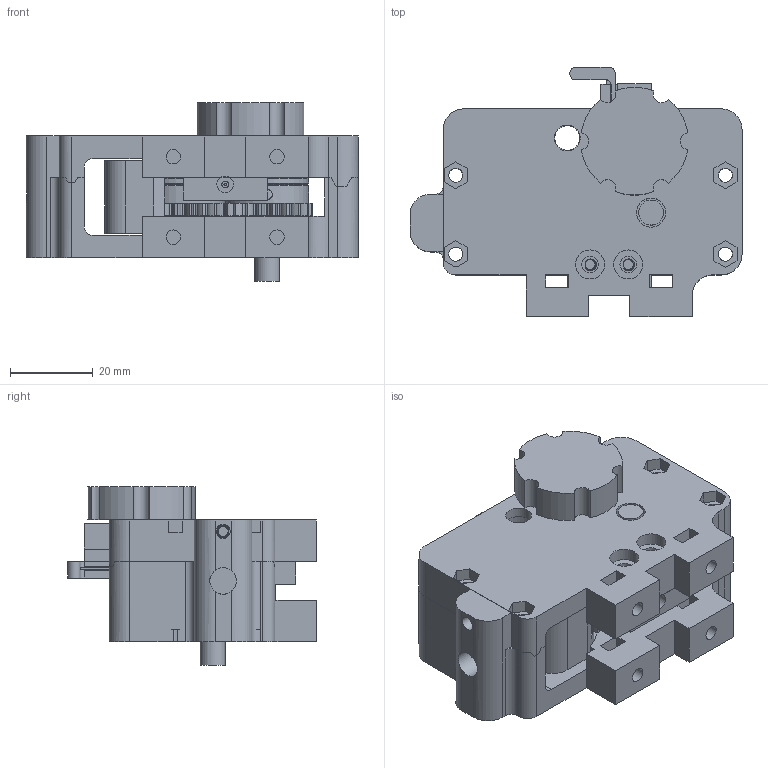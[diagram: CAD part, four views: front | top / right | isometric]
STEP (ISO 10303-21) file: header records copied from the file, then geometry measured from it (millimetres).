
FILE_DESCRIPTION(/* description */ ('STEP AP242','CAx-IF Rec.Pracs.---Representation and Presentation of Product Manufacturing Information (PMI)---4.0---2014-10-13','CAx-IF Rec.Pracs.---3D Tessellated Geometry---0.4---2014-09-14','2;1'),/* implementation_level */ '2;1');
FILE_NAME(/* name */ '674199e1fe7c474bf155f7a8',/* time_stamp */ '2024-11-23T09:01:22Z',/* author */ (''),/* organization */ (''),/* preprocessor_version */ 'ST-DEVELOPER v20',/* originating_system */ 'ONSHAPE BY PTC INC, 1.190',/* authorisation */ ' ');
FILE_SCHEMA (('AP242_MANAGED_MODEL_BASED_3D_ENGINEERING_MIM_LF { 1 0 10303 442 1 1 4 }'));
Length unit declared in the file: metre
Products named in the file (13): Spur gear (20 teeth); tension bracket; driveroller; bottom wire support; tensioningrooler; extruderbody; other shaft; shaft; top wire suppport; extruder brace; top wire support knob; lever looking ass motherfucker
Bounding box: 80.03 x 60 x 43 mm (x, y, z)
Volume: 74558.9 mm3; surface area: 40109.2 mm2
Topology: 13 solids, 13 shells, 628 faces, 1772 edges, 1181 vertices
Faces by surface type: cylinder 290, plane 240, bspline 90, cone 4, torus 4
Full cylindrical faces by diameter (mm): 0.6 x1, 1.6 x1, 2.5 x13, 3.4 x13, 3.5 x4, 4 x2, 5 x4, 6 x7, 6.1 x3, 6.2 x2, 6.4 x1, 7 x4, 8 x1, 10 x4, 18 x1, 20 x4, 28.4 x1
Entity records: 34360 total; most frequent: CARTESIAN_POINT 18080, ORIENTED_EDGE 3352, DIRECTION 3215, EDGE_CURVE 1676, AXIS2_PLACEMENT_3D 1198, VERTEX_POINT 1158, LINE 819, VECTOR 819
